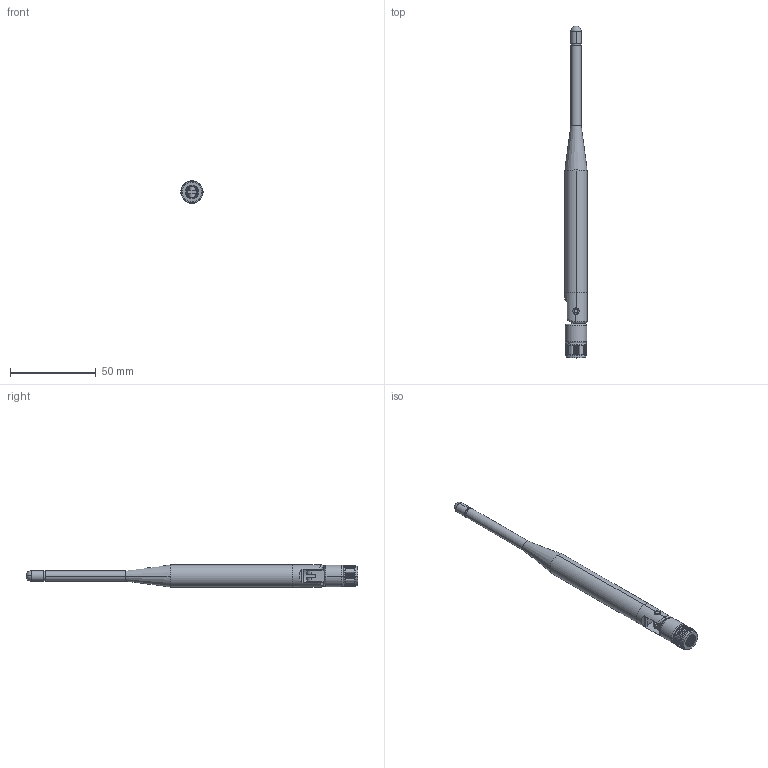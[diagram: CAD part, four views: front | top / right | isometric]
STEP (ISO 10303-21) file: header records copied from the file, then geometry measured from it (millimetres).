
FILE_DESCRIPTION (( 'STEP AP214' ), '1' );
FILE_NAME ('GW.71.5153_web.STEP', '2020-01-03T03:17:53', ( '' ), ( '' ), 'SwSTEP 2.0', 'SolidWorks 2017', '' );
FILE_SCHEMA (( 'AUTOMOTIVE_DESIGN' ));
Length unit declared in the file: millimetre
Products named in the file (2): GW.71.5153_web
Bounding box: 12.95 x 194 x 12.95 mm (x, y, z)
Surface area: 7335.4 mm2 (no closed solid volume)
Topology: 0 solids, 6 shells, 148 faces, 530 edges, 349 vertices
Faces by surface type: cylinder 104, plane 23, bspline 15, cone 4, sphere 2
Entity records: 8612 total; most frequent: CARTESIAN_POINT 2540, DIRECTION 979, ORIENTED_EDGE 823, EDGE_CURVE 528, AXIS2_PLACEMENT_3D 392, VERTEX_POINT 349, CIRCLE 257, LINE 195
